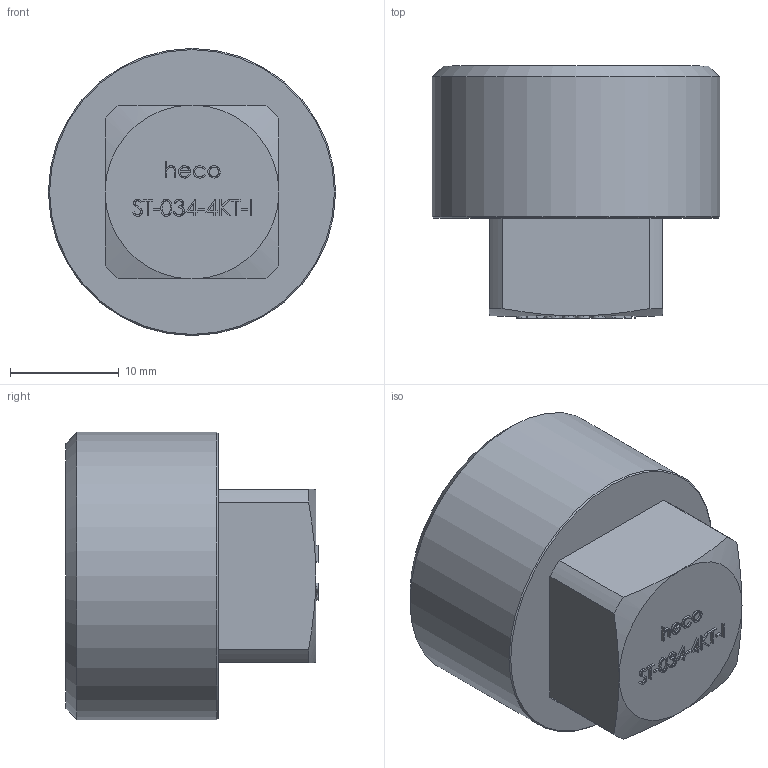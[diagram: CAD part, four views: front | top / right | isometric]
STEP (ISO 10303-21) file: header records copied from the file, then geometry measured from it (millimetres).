
FILE_DESCRIPTION (( 'STEP AP214' ), '1' );
FILE_NAME ('heco_ST-034-4KT-I 1510.STEP', '2015-10-21T09:15:35', ( 'test' ), ( '' ), 'SwSTEP 2.0', 'SolidWorks 2011', '' );
FILE_SCHEMA (( 'AUTOMOTIVE_DESIGN' ));
Length unit declared in the file: millimetre
Products named in the file (1): heco_ST-034-4KT-I 1510
Bounding box: 26.44 x 23.2 x 26.44 mm (x, y, z)
Volume: 4965.6 mm3; surface area: 3808.2 mm2
Topology: 1 solids, 1 shells, 206 faces, 531 edges, 351 vertices
Faces by surface type: plane 117, bspline 73, cylinder 7, cone 6, torus 3
Full cylindrical faces by diameter (mm): 11.7 x1, 20.5 x1, 26.441 x1
Entity records: 10224 total; most frequent: CARTESIAN_POINT 5370, ORIENTED_EDGE 1046, DIRECTION 660, EDGE_CURVE 523, VERTEX_POINT 351, VECTOR 346, LINE 346, EDGE_LOOP 238
